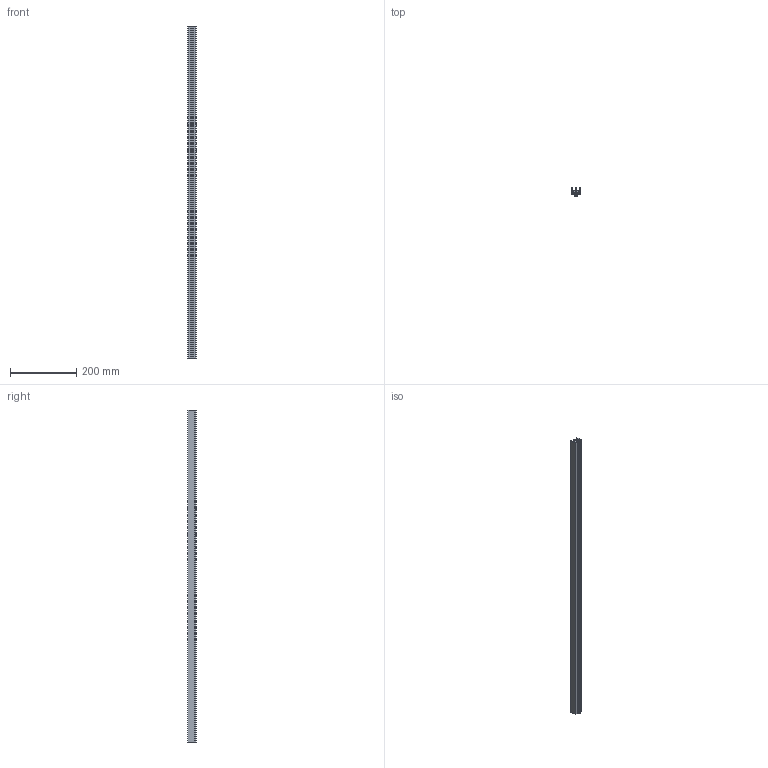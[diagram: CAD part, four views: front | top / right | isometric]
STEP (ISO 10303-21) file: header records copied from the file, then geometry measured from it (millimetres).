
FILE_DESCRIPTION (( 'STEP AP203' ), '1' );
FILE_NAME ('7.51.08.ST.STEP', '2014-06-26T02:25:30', ( 'USER' ), ( 'Microsoft' ), 'SwSTEP 2.0', 'SolidWorks 2012', '' );
FILE_SCHEMA (( 'CONFIG_CONTROL_DESIGN' ));
Length unit declared in the file: millimetre
Products named in the file (1): 7.51.08.ST
Bounding box: 26 x 24.73 x 1000 mm (x, y, z)
Surface area: 218969.5 mm2 (no closed solid volume)
Topology: 0 solids, 3 shells, 51 faces, 147 edges, 98 vertices
Faces by surface type: plane 34, cylinder 17
Entity records: 1746 total; most frequent: CARTESIAN_POINT 297, DIRECTION 293, ORIENTED_EDGE 278, EDGE_CURVE 147, VECTOR 105, LINE 105, VERTEX_POINT 98, AXIS2_PLACEMENT_3D 94
